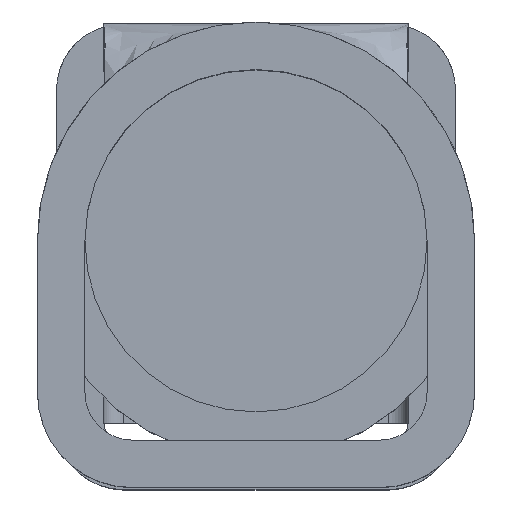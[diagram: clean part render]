
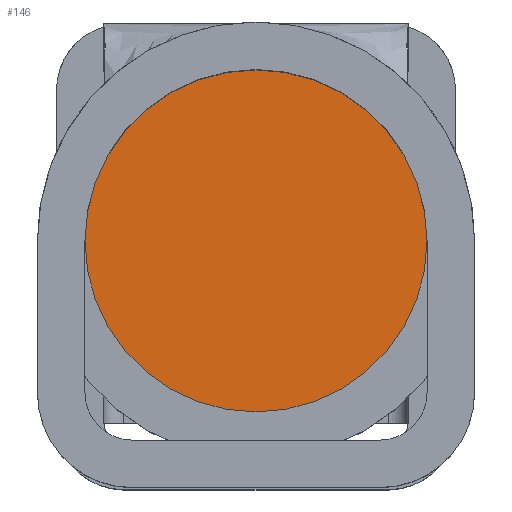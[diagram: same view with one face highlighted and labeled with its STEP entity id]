
A CAD part, top view. The second image highlights one B-rep face of the part: STEP entity #146.
In plain terms, the highlighted planar face has unit normal (0, 0, 1).
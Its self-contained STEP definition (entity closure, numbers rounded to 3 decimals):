
#146=ADVANCED_FACE('',(#355),#356,.F.);
#355=FACE_OUTER_BOUND('',#1544,.T.);
#356=PLANE('',#1545);
#1544=EDGE_LOOP('',(#2305,#2306));
#1545=AXIS2_PLACEMENT_3D('',#2307,#2308,#2309);
#2305=ORIENTED_EDGE('',*,*,#2577,.F.);
#2306=ORIENTED_EDGE('',*,*,#2610,.T.);
#2307=CARTESIAN_POINT('',(0.0,0.0,-1.25));
#2308=DIRECTION('',(0.0,0.0,-1.0));
#2309=DIRECTION('',(0.0,-1.0,0.0));
#2577=EDGE_CURVE('',#2988,#2990,#2991,.T.);
#2610=EDGE_CURVE('',#2988,#2990,#3044,.T.);
#2988=VERTEX_POINT('',#3860);
#2990=VERTEX_POINT('',#3863);
#2991=CIRCLE('',#3864,0.9);
#3044=CIRCLE('',#3939,0.9);
#3860=CARTESIAN_POINT('',(0.0,-0.9,-1.25));
#3863=CARTESIAN_POINT('',(0.0,0.9,-1.25));
#3864=AXIS2_PLACEMENT_3D('',#4259,#4260,#4261);
#3939=AXIS2_PLACEMENT_3D('',#4314,#4315,#4316);
#4259=CARTESIAN_POINT('',(0.0,0.0,-1.25));
#4260=DIRECTION('',(0.0,0.0,-1.0));
#4261=DIRECTION('',(0.0,-1.0,0.0));
#4314=CARTESIAN_POINT('',(0.0,0.0,-1.25));
#4315=DIRECTION('',(0.0,0.0,1.0));
#4316=DIRECTION('',(0.0,-1.0,0.0));
